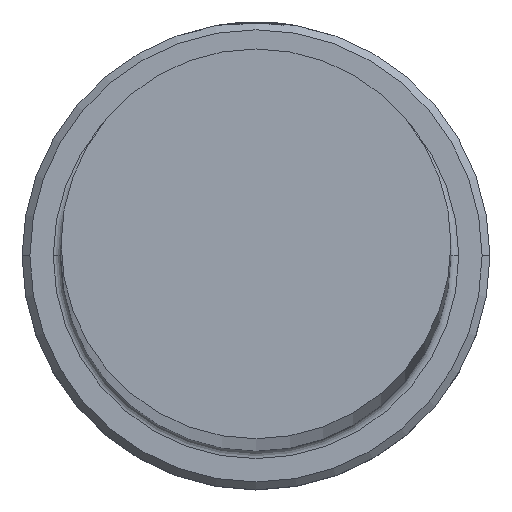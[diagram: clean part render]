
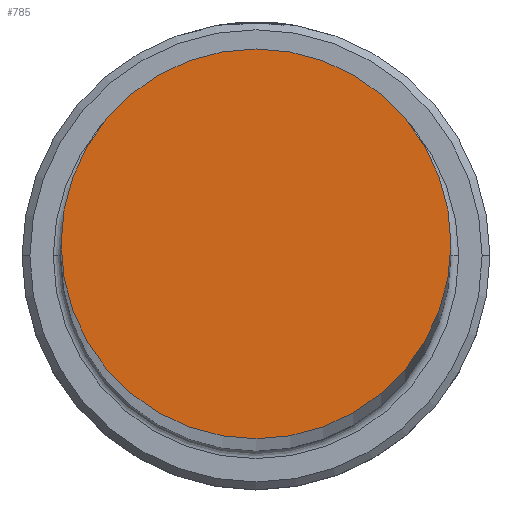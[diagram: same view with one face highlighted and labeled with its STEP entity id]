
A CAD part, top view. The second image highlights one B-rep face of the part: STEP entity #785.
In plain terms, the highlighted planar face has unit normal (0, 0, 1).
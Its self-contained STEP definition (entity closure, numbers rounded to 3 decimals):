
#58 = VERTEX_POINT ( 'NONE', #309 ) ;
#171 = CIRCLE ( 'NONE', #1170, 12.5 ) ;
#191 = CIRCLE ( 'NONE', #993, 12.5 ) ;
#207 = EDGE_CURVE ( 'NONE', #58, #1106, #191, .T. ) ;
#222 = CARTESIAN_POINT ( 'NONE',  ( 0., 0., 450. ) ) ;
#266 = EDGE_CURVE ( 'NONE', #1106, #58, #171, .T. ) ;
#309 = CARTESIAN_POINT ( 'NONE',  ( -12.5, 0., 450. ) ) ;
#368 = ORIENTED_EDGE ( 'NONE', *, *, #266, .T. ) ;
#498 = PLANE ( 'NONE',  #790 ) ;
#503 = DIRECTION ( 'NONE',  ( 1., 0., 0. ) ) ;
#619 = FACE_OUTER_BOUND ( 'NONE', #640, .T. ) ;
#640 = EDGE_LOOP ( 'NONE', ( #642, #368 ) ) ;
#642 = ORIENTED_EDGE ( 'NONE', *, *, #207, .T. ) ;
#751 = DIRECTION ( 'NONE',  ( 1., 0., 0. ) ) ;
#756 = DIRECTION ( 'NONE',  ( 0., 0., 1. ) ) ;
#758 = CARTESIAN_POINT ( 'NONE',  ( 0., 0., 450. ) ) ;
#785 = ADVANCED_FACE ( 'NONE', ( #619 ), #498, .T. ) ;
#790 = AXIS2_PLACEMENT_3D ( 'NONE', #222, #1032, #503 ) ;
#885 = DIRECTION ( 'NONE',  ( 0., 0., 1. ) ) ;
#959 = DIRECTION ( 'NONE',  ( 1., 0., 0. ) ) ;
#993 = AXIS2_PLACEMENT_3D ( 'NONE', #758, #756, #751 ) ;
#1032 = DIRECTION ( 'NONE',  ( 0., 0., 1. ) ) ;
#1106 = VERTEX_POINT ( 'NONE', #1189 ) ;
#1125 = CARTESIAN_POINT ( 'NONE',  ( 0., 0., 450. ) ) ;
#1170 = AXIS2_PLACEMENT_3D ( 'NONE', #1125, #885, #959 ) ;
#1189 = CARTESIAN_POINT ( 'NONE',  ( 12.5, 0., 450. ) ) ;
